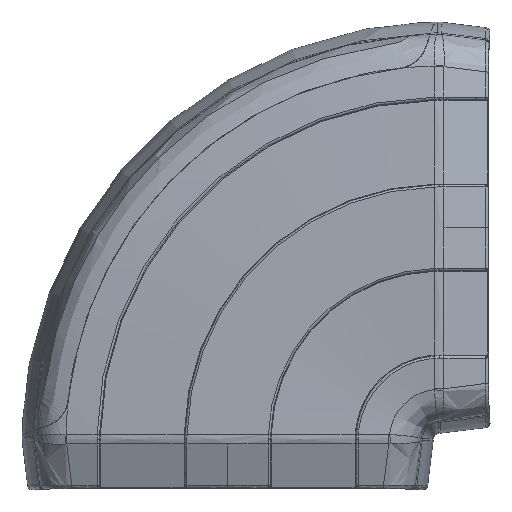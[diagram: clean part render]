
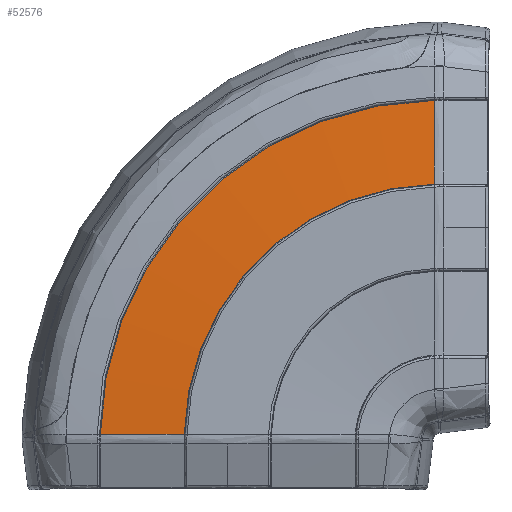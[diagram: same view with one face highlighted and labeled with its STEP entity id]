
A CAD part, left-side view. The second image highlights one B-rep face of the part: STEP entity #52576.
In plain terms, the highlighted toroidal (fillet/blend) face has major radius 67.882 mm and minor radius 403.824 mm.
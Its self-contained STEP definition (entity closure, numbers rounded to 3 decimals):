
#527 = CARTESIAN_POINT ( 'NONE',  ( -44.253, -67.882, 6. ) ) ;
#3989 = CARTESIAN_POINT ( 'NONE',  ( -44.253, -66.285, 114.707 ) ) ;
#5088 = AXIS2_PLACEMENT_3D ( 'NONE', #527, #47061, #53387 ) ;
#6212 = DIRECTION ( 'NONE',  ( 1., 0., 0. ) ) ;
#6833 = EDGE_LOOP ( 'NONE', ( #48401, #32887, #35123, #50445 ) ) ;
#7154 = CARTESIAN_POINT ( 'NONE',  ( 357.5, -67.882, 6. ) ) ;
#10449 = CARTESIAN_POINT ( 'NONE',  ( -46.082, 13.952, 7.592 ) ) ;
#13549 = DIRECTION ( 'NONE',  ( 0., 0., -1. ) ) ;
#13922 = CARTESIAN_POINT ( 'NONE',  ( -44.253, -66.285, 114.707 ) ) ;
#15568 = EDGE_CURVE ( 'NONE', #72560, #18741, #23596, .T. ) ;
#17652 = CARTESIAN_POINT ( 'NONE',  ( -46.082, -67.882, 6. ) ) ;
#18741 = VERTEX_POINT ( 'NONE', #39037 ) ;
#23596 = CIRCLE ( 'NONE', #5088, 108.719 ) ;
#23634 = TOROIDAL_SURFACE ( 'NONE', #69400, 67.882, 403.824 ) ;
#24644 = VERTEX_POINT ( 'NONE', #24717 ) ;
#24717 = CARTESIAN_POINT ( 'NONE',  ( -46.082, -66.29, 87.834 ) ) ;
#26410 = CARTESIAN_POINT ( 'NONE',  ( -45.161, -66.286, 105.772 ) ) ;
#28747 = VERTEX_POINT ( 'NONE', #45223 ) ;
#32887 = ORIENTED_EDGE ( 'NONE', *, *, #57231, .T. ) ;
#35123 = ORIENTED_EDGE ( 'NONE', *, *, #43256, .T. ) ;
#35173 = B_SPLINE_CURVE_WITH_KNOTS ( 'NONE', 3,
 ( #49016, #55384, #26410, #13922 ),
 .UNSPECIFIED., .F., .F.,
 ( 4, 4 ),
 ( 0., 0.027 ),
 .UNSPECIFIED. ) ;
#39037 = CARTESIAN_POINT ( 'NONE',  ( -44.253, 40.825, 7.597 ) ) ;
#41891 = FACE_OUTER_BOUND ( 'NONE', #6833, .T. ) ;
#43256 = EDGE_CURVE ( 'NONE', #24644, #72560, #35173, .T. ) ;
#45223 = CARTESIAN_POINT ( 'NONE',  ( -46.082, 13.952, 7.592 ) ) ;
#47061 = DIRECTION ( 'NONE',  ( -1., 0., 0. ) ) ;
#47842 = DIRECTION ( 'NONE',  ( -1., 0., 0. ) ) ;
#48401 = ORIENTED_EDGE ( 'NONE', *, *, #64654, .T. ) ;
#49016 = CARTESIAN_POINT ( 'NONE',  ( -46.082, -66.29, 87.834 ) ) ;
#50020 = B_SPLINE_CURVE_WITH_KNOTS ( 'NONE', 3,
 ( #63887, #75324, #51610, #10449 ),
 .UNSPECIFIED., .F., .F.,
 ( 4, 4 ),
 ( 0., 0.027 ),
 .UNSPECIFIED. ) ;
#50445 = ORIENTED_EDGE ( 'NONE', *, *, #15568, .T. ) ;
#51610 = CARTESIAN_POINT ( 'NONE',  ( -45.771, 22.927, 7.594 ) ) ;
#52576 = ADVANCED_FACE ( 'NONE', ( #41891 ), #23634, .T. ) ;
#53387 = DIRECTION ( 'NONE',  ( 0., 0., -1. ) ) ;
#53684 = DIRECTION ( 'NONE',  ( 0., 0., 1. ) ) ;
#55384 = CARTESIAN_POINT ( 'NONE',  ( -45.771, -66.288, 96.809 ) ) ;
#57231 = EDGE_CURVE ( 'NONE', #28747, #24644, #72570, .T. ) ;
#63887 = CARTESIAN_POINT ( 'NONE',  ( -44.253, 40.825, 7.597 ) ) ;
#64654 = EDGE_CURVE ( 'NONE', #18741, #28747, #50020, .T. ) ;
#68504 = AXIS2_PLACEMENT_3D ( 'NONE', #17652, #6212, #13549 ) ;
#69400 = AXIS2_PLACEMENT_3D ( 'NONE', #7154, #47842, #53684 ) ;
#72560 = VERTEX_POINT ( 'NONE', #3989 ) ;
#72570 = CIRCLE ( 'NONE', #68504, 81.849 ) ;
#75324 = CARTESIAN_POINT ( 'NONE',  ( -45.161, 31.89, 7.596 ) ) ;
